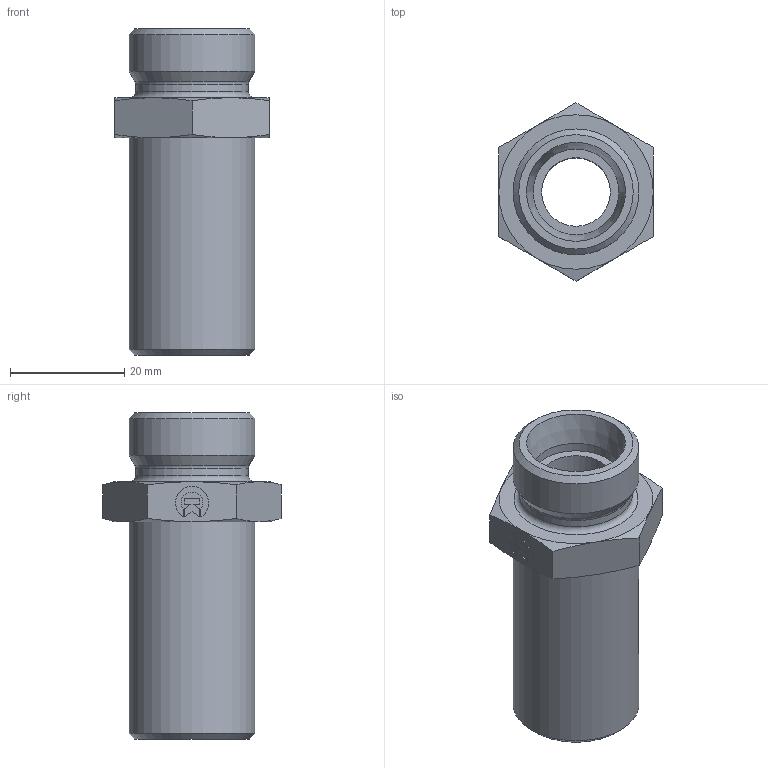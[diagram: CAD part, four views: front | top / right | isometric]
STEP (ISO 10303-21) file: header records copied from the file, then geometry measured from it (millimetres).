
FILE_DESCRIPTION((''),'2;1');
FILE_NAME('33516152222.stp','2014-08-19T16:07:37',(''),('KNOMI spol. s r. o.'),'Autodesk Inventor 2012','Autodesk Inventor 2012','');
FILE_SCHEMA(('AUTOMOTIVE_DESIGN { 1 2 10303 214 0 1 1 1 }'));
Length unit declared in the file: millimetre
Products named in the file (1): PSPR2 Tr16/15 M22 D/M22
Bounding box: 27.01 x 31.18 x 57 mm (x, y, z)
Volume: 15116.8 mm3; surface area: 7327.1 mm2
Topology: 1 solids, 1 shells, 71 faces, 169 edges, 108 vertices
Faces by surface type: plane 42, cone 17, cylinder 10, torus 2
Full cylindrical faces by diameter (mm): 12 x1, 15 x1, 16 x1, 19.7 x1, 22 x2
Entity records: 1927 total; most frequent: CARTESIAN_POINT 376, DIRECTION 309, ORIENTED_EDGE 302, EDGE_CURVE 151, AXIS2_PLACEMENT_3D 110, VERTEX_POINT 103, EDGE_LOOP 94, VECTOR 89
